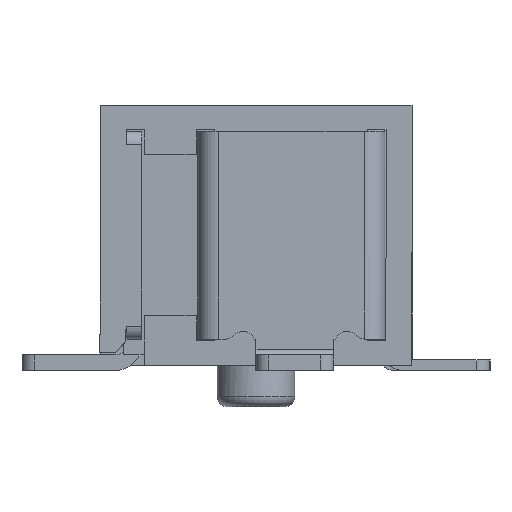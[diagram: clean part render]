
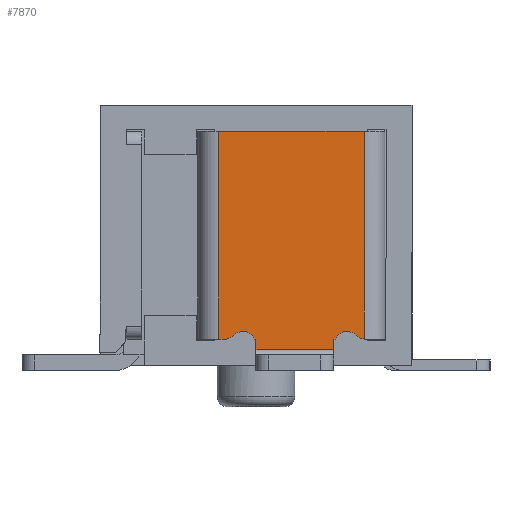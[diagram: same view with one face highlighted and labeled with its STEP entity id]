
A CAD part, left-side view. The second image highlights one B-rep face of the part: STEP entity #7870.
In plain terms, the highlighted planar face has unit normal (-1, 0, 0).
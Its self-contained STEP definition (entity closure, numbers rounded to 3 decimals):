
#90=PLANE('',#8497);
#871=LINE('',#12420,#1725);
#880=LINE('',#12444,#1734);
#883=LINE('',#12451,#1737);
#884=LINE('',#12454,#1738);
#885=LINE('',#12456,#1739);
#886=LINE('',#12458,#1740);
#887=LINE('',#12460,#1741);
#888=LINE('',#12461,#1742);
#889=LINE('',#12464,#1743);
#1725=VECTOR('',#9886,1000.);
#1734=VECTOR('',#9907,1000.);
#1737=VECTOR('',#9916,1000.);
#1738=VECTOR('',#9919,1000.);
#1739=VECTOR('',#9920,1000.);
#1740=VECTOR('',#9921,1000.);
#1741=VECTOR('',#9922,1000.);
#1742=VECTOR('',#9923,1000.);
#1743=VECTOR('',#9926,1000.);
#2346=FACE_OUTER_BOUND('',#2747,.T.);
#2747=EDGE_LOOP('',(#6061,#6062,#6063,#6064,#6065,#6066,#6067,#6068,#6069,
#6070,#6071,#6072,#6073));
#3062=CIRCLE('',#8273,0.25);
#3064=CIRCLE('',#8276,0.25);
#3151=CIRCLE('',#8498,0.25);
#3152=CIRCLE('',#8499,0.25);
#3298=VERTEX_POINT('',#11210);
#3299=VERTEX_POINT('',#11212);
#3302=VERTEX_POINT('',#11219);
#3303=VERTEX_POINT('',#11221);
#3719=VERTEX_POINT('',#12417);
#3720=VERTEX_POINT('',#12419);
#3728=VERTEX_POINT('',#12441);
#3729=VERTEX_POINT('',#12443);
#3731=VERTEX_POINT('',#12453);
#3732=VERTEX_POINT('',#12455);
#3733=VERTEX_POINT('',#12457);
#3734=VERTEX_POINT('',#12459);
#3735=VERTEX_POINT('',#12462);
#4052=EDGE_CURVE('',#3298,#3299,#3062,.T.);
#4056=EDGE_CURVE('',#3302,#3303,#3064,.T.);
#4605=EDGE_CURVE('',#3719,#3720,#871,.T.);
#4618=EDGE_CURVE('',#3729,#3728,#880,.T.);
#4622=EDGE_CURVE('',#3719,#3729,#883,.T.);
#4623=EDGE_CURVE('',#3731,#3298,#884,.T.);
#4624=EDGE_CURVE('',#3732,#3731,#885,.T.);
#4625=EDGE_CURVE('',#3732,#3733,#886,.T.);
#4626=EDGE_CURVE('',#3733,#3734,#887,.T.);
#4627=EDGE_CURVE('',#3303,#3734,#888,.T.);
#4628=EDGE_CURVE('',#3735,#3302,#3151,.T.);
#4629=EDGE_CURVE('',#3735,#3720,#889,.T.);
#4630=EDGE_CURVE('',#3299,#3728,#3152,.T.);
#6061=ORIENTED_EDGE('',*,*,#4623,.F.);
#6062=ORIENTED_EDGE('',*,*,#4624,.F.);
#6063=ORIENTED_EDGE('',*,*,#4625,.T.);
#6064=ORIENTED_EDGE('',*,*,#4626,.T.);
#6065=ORIENTED_EDGE('',*,*,#4627,.F.);
#6066=ORIENTED_EDGE('',*,*,#4056,.F.);
#6067=ORIENTED_EDGE('',*,*,#4628,.F.);
#6068=ORIENTED_EDGE('',*,*,#4629,.T.);
#6069=ORIENTED_EDGE('',*,*,#4605,.F.);
#6070=ORIENTED_EDGE('',*,*,#4622,.T.);
#6071=ORIENTED_EDGE('',*,*,#4618,.T.);
#6072=ORIENTED_EDGE('',*,*,#4630,.F.);
#6073=ORIENTED_EDGE('',*,*,#4052,.F.);
#7870=ADVANCED_FACE('',(#2346),#90,.T.);
#8273=AXIS2_PLACEMENT_3D('',#11213,#9026,#9027);
#8276=AXIS2_PLACEMENT_3D('',#11222,#9034,#9035);
#8497=AXIS2_PLACEMENT_3D('',#12452,#9917,#9918);
#8498=AXIS2_PLACEMENT_3D('',#12463,#9924,#9925);
#8499=AXIS2_PLACEMENT_3D('',#12465,#9927,#9928);
#9026=DIRECTION('center_axis',(-1.,0.,0.));
#9027=DIRECTION('ref_axis',(0.,1.,0.));
#9034=DIRECTION('center_axis',(-1.,0.,0.));
#9035=DIRECTION('ref_axis',(0.,1.,0.));
#9886=DIRECTION('',(0.,0.,1.));
#9907=DIRECTION('',(0.,0.,1.));
#9916=DIRECTION('',(0.,-1.,0.));
#9917=DIRECTION('center_axis',(-1.,0.,0.));
#9918=DIRECTION('ref_axis',(0.,1.,0.));
#9919=DIRECTION('',(0.,0.,-1.));
#9920=DIRECTION('',(0.,1.,0.));
#9921=DIRECTION('',(0.,0.,1.));
#9922=DIRECTION('',(0.,1.,0.));
#9923=DIRECTION('',(0.,0.,-1.));
#9924=DIRECTION('center_axis',(1.,0.,0.));
#9925=DIRECTION('ref_axis',(0.,-0.994,-0.108));
#9926=DIRECTION('',(0.,1.,0.));
#9927=DIRECTION('center_axis',(1.,0.,0.));
#9928=DIRECTION('ref_axis',(0.,-0.7,0.714));
#11210=CARTESIAN_POINT('',(-42.85,1.3,-596.171));
#11212=CARTESIAN_POINT('',(-42.85,1.375,-596.578));
#11213=CARTESIAN_POINT('Origin',(-42.85,1.2,-596.4));
#11219=CARTESIAN_POINT('',(-42.85,1.375,-594.221));
#11221=CARTESIAN_POINT('',(-42.85,1.3,-594.629));
#11222=CARTESIAN_POINT('Origin',(-42.85,1.2,-594.4));
#12417=CARTESIAN_POINT('',(-42.85,5.3,-596.87));
#12419=CARTESIAN_POINT('',(-42.85,5.3,-594.07));
#12420=CARTESIAN_POINT('',(-42.85,5.3,-596.87));
#12441=CARTESIAN_POINT('',(-42.85,1.3,-596.757));
#12443=CARTESIAN_POINT('',(-42.85,1.3,-596.87));
#12444=CARTESIAN_POINT('',(-42.85,1.3,-596.87));
#12451=CARTESIAN_POINT('',(-42.85,5.3,-596.87));
#12452=CARTESIAN_POINT('Origin',(-42.85,1.1,-596.15));
#12453=CARTESIAN_POINT('',(-42.85,1.3,-596.15));
#12454=CARTESIAN_POINT('',(-42.85,1.3,-596.15));
#12455=CARTESIAN_POINT('',(-42.85,1.1,-596.15));
#12456=CARTESIAN_POINT('',(-42.85,1.1,-596.15));
#12457=CARTESIAN_POINT('',(-42.85,1.1,-594.65));
#12458=CARTESIAN_POINT('',(-42.85,1.1,-596.15));
#12459=CARTESIAN_POINT('',(-42.85,1.3,-594.65));
#12460=CARTESIAN_POINT('',(-42.85,1.1,-594.65));
#12461=CARTESIAN_POINT('',(-42.85,1.3,-594.629));
#12462=CARTESIAN_POINT('',(-42.85,1.301,-594.07));
#12463=CARTESIAN_POINT('Origin',(-42.85,1.55,-594.043));
#12464=CARTESIAN_POINT('',(-42.85,1.301,-594.07));
#12465=CARTESIAN_POINT('Origin',(-42.85,1.55,-596.757));
